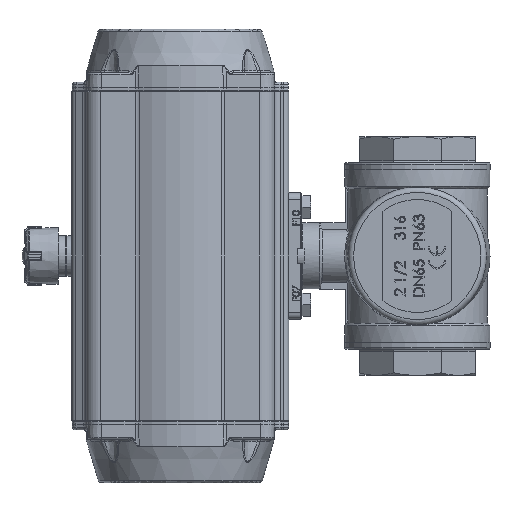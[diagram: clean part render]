
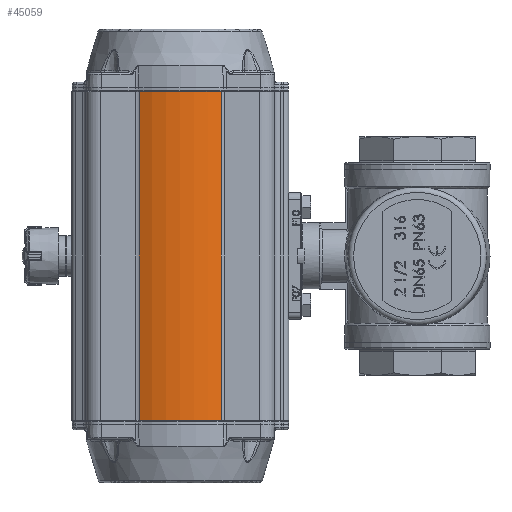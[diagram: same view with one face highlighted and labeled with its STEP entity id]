
A CAD part, left-side view. The second image highlights one B-rep face of the part: STEP entity #45059.
In plain terms, the highlighted cylindrical face has radius 68.7 mm (diameter 137.4 mm), a partial arc.
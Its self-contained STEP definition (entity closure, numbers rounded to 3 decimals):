
#1451=CYLINDRICAL_SURFACE('',#48441,68.7);
#4580=CIRCLE('',#48442,68.7);
#4581=CIRCLE('',#48443,68.7);
#7079=LINE('',#74862,#9769);
#7080=LINE('',#74872,#9770);
#9769=VECTOR('',#54210,1000.);
#9770=VECTOR('',#54221,1000.);
#14444=ORIENTED_EDGE('',*,*,#26798,.F.);
#14445=ORIENTED_EDGE('',*,*,#26795,.T.);
#14446=ORIENTED_EDGE('',*,*,#26799,.T.);
#14447=ORIENTED_EDGE('',*,*,#26800,.T.);
#26795=EDGE_CURVE('',#33207,#33208,#7079,.T.);
#26798=EDGE_CURVE('',#33207,#33209,#4580,.T.);
#26799=EDGE_CURVE('',#33208,#33210,#4581,.T.);
#26800=EDGE_CURVE('',#33210,#33209,#7080,.T.);
#33207=VERTEX_POINT('',#74863);
#33208=VERTEX_POINT('',#74864);
#33209=VERTEX_POINT('',#74869);
#33210=VERTEX_POINT('',#74871);
#37496=EDGE_LOOP('',(#14444,#14445,#14446,#14447));
#40879=FACE_BOUND('',#37496,.T.);
#45059=ADVANCED_FACE('',(#40879),#1451,.T.);
#48441=AXIS2_PLACEMENT_3D('',#74867,#54215,#54216);
#48442=AXIS2_PLACEMENT_3D('',#74868,#54217,#54218);
#48443=AXIS2_PLACEMENT_3D('',#74870,#54219,#54220);
#54210=DIRECTION('',(0.,0.,-1.));
#54215=DIRECTION('',(0.,0.,1.));
#54216=DIRECTION('',(1.,0.,0.));
#54217=DIRECTION('',(0.,0.,1.));
#54218=DIRECTION('',(1.,0.,0.));
#54219=DIRECTION('',(0.,0.,1.));
#54220=DIRECTION('',(1.,0.,0.));
#54221=DIRECTION('',(0.,0.,1.));
#74862=CARTESIAN_POINT('',(-61.618,30.379,0.));
#74863=CARTESIAN_POINT('',(-61.618,30.379,244.));
#74864=CARTESIAN_POINT('',(-61.618,30.379,0.));
#74867=CARTESIAN_POINT('',(0.,0.,0.));
#74868=CARTESIAN_POINT('',(0.,0.,244.));
#74869=CARTESIAN_POINT('',(-61.618,-30.379,244.));
#74870=CARTESIAN_POINT('',(0.,0.,0.));
#74871=CARTESIAN_POINT('',(-61.618,-30.379,0.));
#74872=CARTESIAN_POINT('',(-61.618,-30.379,0.));
